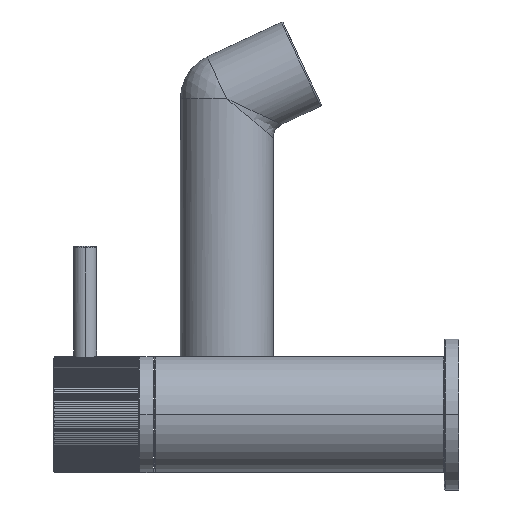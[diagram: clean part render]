
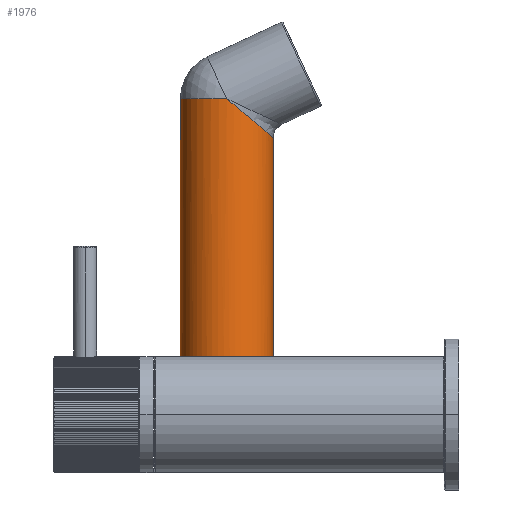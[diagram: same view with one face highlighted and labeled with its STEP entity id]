
A CAD part, left-side view. The second image highlights one B-rep face of the part: STEP entity #1976.
In plain terms, the highlighted cylindrical face has radius 16 mm (diameter 32 mm), a partial arc.
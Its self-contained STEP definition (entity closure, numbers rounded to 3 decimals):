
#495=CARTESIAN_POINT('',(0.,59.,10.247));
#516=CARTESIAN_POINT('',(0.,91.,10.247));
#518=CARTESIAN_POINT('',(0.,91.,10.247));
#519=CARTESIAN_POINT('',(-0.707,91.,10.247));
#520=CARTESIAN_POINT('',(-2.154,90.908,10.393));
#521=CARTESIAN_POINT('',(-4.461,90.43,11.107));
#522=CARTESIAN_POINT('',(-6.792,89.559,12.245));
#523=CARTESIAN_POINT('',(-9.026,88.299,13.623));
#524=CARTESIAN_POINT('',(-11.137,86.597,15.114));
#525=CARTESIAN_POINT('',(-12.971,84.507,16.52));
#526=CARTESIAN_POINT('',(-14.449,82.069,17.708));
#527=CARTESIAN_POINT('',(-15.493,79.352,18.573));
#528=CARTESIAN_POINT('',(-16.018,76.431,19.015));
#529=CARTESIAN_POINT('',(-16.031,73.741,19.026));
#530=CARTESIAN_POINT('',(-15.541,70.821,18.613));
#531=CARTESIAN_POINT('',(-14.521,68.079,17.768));
#532=CARTESIAN_POINT('',(-13.057,65.609,16.588));
#533=CARTESIAN_POINT('',(-11.218,63.479,15.174));
#534=CARTESIAN_POINT('',(-9.085,61.739,13.662));
#535=CARTESIAN_POINT('',(-6.818,60.451,12.258));
#536=CARTESIAN_POINT('',(-4.477,59.575,11.113));
#537=CARTESIAN_POINT('',(-2.164,59.093,10.395));
#538=CARTESIAN_POINT('',(-0.71,59.,10.247));
#539=CARTESIAN_POINT('',(0.,59.,10.247));
#559=DIRECTION('',(0.,0.,1.));
#560=VECTOR('',#559,85.251);
#561=CARTESIAN_POINT('',(0.,59.,10.247));
#562=LINE('',#561,#560);
#583=CARTESIAN_POINT('',(-16.,74.999,108.875));
#641=CARTESIAN_POINT('',(0.,59.,95.498));
#642=CARTESIAN_POINT('',(-0.876,59.,95.498));
#643=CARTESIAN_POINT('',(-2.65,59.147,95.62));
#644=CARTESIAN_POINT('',(-5.242,59.8,96.167));
#645=CARTESIAN_POINT('',(-7.852,60.956,97.133));
#646=CARTESIAN_POINT('',(-10.358,62.671,98.567));
#647=CARTESIAN_POINT('',(-12.617,64.98,100.498));
#648=CARTESIAN_POINT('',(-14.439,67.818,102.871));
#649=CARTESIAN_POINT('',(-15.693,71.222,105.717));
#650=CARTESIAN_POINT('',(-15.999,73.71,107.797));
#651=CARTESIAN_POINT('',(-16.,74.999,108.875));
#653=DIRECTION('',(0.,0.,1.));
#654=VECTOR('',#653,98.629);
#655=CARTESIAN_POINT('',(0.,91.,10.247));
#656=LINE('',#655,#654);
#657=CARTESIAN_POINT('',(0.,75.,108.876));
#658=DIRECTION('',(0.,0.,1.));
#659=DIRECTION('',(0.,1.,0.));
#660=AXIS2_PLACEMENT_3D('',#657,#658,#659);
#788=VERTEX_POINT('',#495);
#789=VERTEX_POINT('',#516);
#790=CARTESIAN_POINT('',(0.,91.,108.876));
#791=VERTEX_POINT('',#790);
#793=VERTEX_POINT('',#583);
#794=VERTEX_POINT('',#641);
#1964=CARTESIAN_POINT('',(0.,75.,0.));
#1965=DIRECTION('',(0.,0.,1.));
#1966=DIRECTION('',(0.,-1.,0.));
#1967=AXIS2_PLACEMENT_3D('',#1964,#1965,#1966);
#1968=CYLINDRICAL_SURFACE('',#1967,16.);
#1969=ORIENTED_EDGE('',*,*,#1876,.F.);
#1970=ORIENTED_EDGE('',*,*,#1750,.F.);
#1971=ORIENTED_EDGE('',*,*,#1733,.F.);
#1972=ORIENTED_EDGE('',*,*,#1747,.T.);
#1973=ORIENTED_EDGE('',*,*,#1956,.T.);
#1974=EDGE_LOOP('',(#1969,#1970,#1971,#1972,#1973));
#1975=FACE_OUTER_BOUND('',#1974,.F.);
#1976=ADVANCED_FACE('',(#1975),#1968,.T.);
#540=B_SPLINE_CURVE_WITH_KNOTS('',3,(#518,#519,#520,#521,#522,#523,#524,#525,
#526,#527,#528,#529,#530,#531,#532,#533,#534,#535,#536,#537,#538,#539),
.UNSPECIFIED.,.F.,.F.,(4,1,1,1,1,1,1,1,1,1,1,1,1,1,1,1,1,1,1,4),(0.,
0.053,0.105,0.158,0.211,
0.263,0.316,0.368,0.421,
0.474,0.526,0.579,0.632,
0.684,0.737,0.789,0.842,
0.895,0.947,1.),.UNSPECIFIED.);
#652=B_SPLINE_CURVE_WITH_KNOTS('',3,(#641,#642,#643,#644,#645,#646,#647,#648,
#649,#650,#651),.UNSPECIFIED.,.F.,.F.,(4,1,1,1,1,1,1,1,4),(0.,0.125,0.25,
0.375,0.5,0.625,0.75,0.875,1.),.UNSPECIFIED.);
#661=CIRCLE('',#660,16.);
#1733=EDGE_CURVE('',#789,#788,#540,.T.);
#1747=EDGE_CURVE('',#789,#791,#656,.T.);
#1750=EDGE_CURVE('',#788,#794,#562,.T.);
#1876=EDGE_CURVE('',#794,#793,#652,.T.);
#1956=EDGE_CURVE('',#791,#793,#661,.T.);
